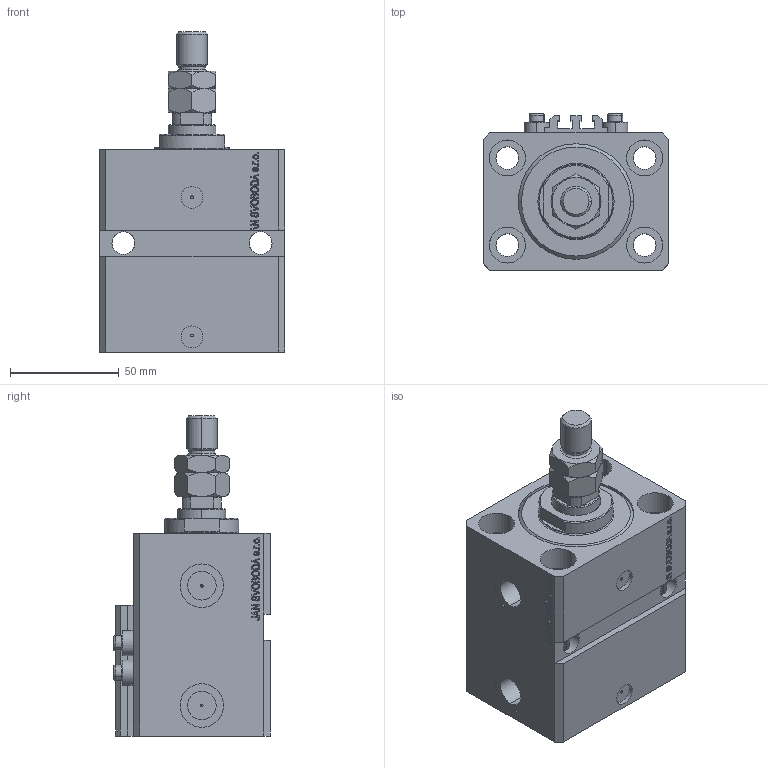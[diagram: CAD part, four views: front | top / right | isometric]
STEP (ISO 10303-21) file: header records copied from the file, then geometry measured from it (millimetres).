
FILE_DESCRIPTION (( 'STEP AP203' ), '1' );
FILE_NAME ('3b84.STEP', '2022-04-09T15:37:20', ( '' ), ( '' ), 'SwSTEP 2.0', 'SolidWorks 2019', '' );
FILE_SCHEMA (( 'CONFIG_CONTROL_DESIGN' ));
Length unit declared in the file: millimetre
Products named in the file (6): MTA cdb33bda03c9ee37b082056b1eb6d0af; V250CE_C_VCP cdb33bda03c9ee37b082056b1eb6d0af; ALLEN BOLT V250CE cdb33bda03c9ee37b082056b1eb6d0af; V250CE_E_Body cdb33bda03c9ee37b082056b1eb6d0af; V250CE_VC_E cdb33bda03c9ee37b082056b1eb6d0af; 3b84
Assembly tree (8 placements, depth 2):
  3b84
    V250CE_E_Body cdb33bda03c9ee37b082056b1eb6d0af
    ALLEN BOLT V250CE cdb33bda03c9ee37b082056b1eb6d0af  x4
    V250CE_C_VCP cdb33bda03c9ee37b082056b1eb6d0af
    V250CE_VC_E cdb33bda03c9ee37b082056b1eb6d0af
    MTA cdb33bda03c9ee37b082056b1eb6d0af
Bounding box: 85 x 72 x 146.9 mm (x, y, z)
Volume: 444155.6 mm3; surface area: 102122.5 mm2
Topology: 9 solids, 9 shells, 1152 faces, 2867 edges, 1851 vertices
Faces by surface type: plane 554, bspline 356, cylinder 142, cone 84, torus 16
Entity records: 49704 total; most frequent: CARTESIAN_POINT 25548, ORIENTED_EDGE 5424, DIRECTION 3642, EDGE_CURVE 2712, VERTEX_POINT 1767, VECTOR 1616, LINE 1616, EDGE_LOOP 1217
